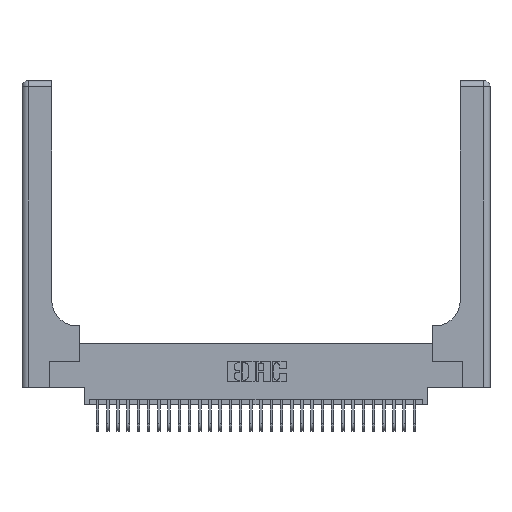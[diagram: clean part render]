
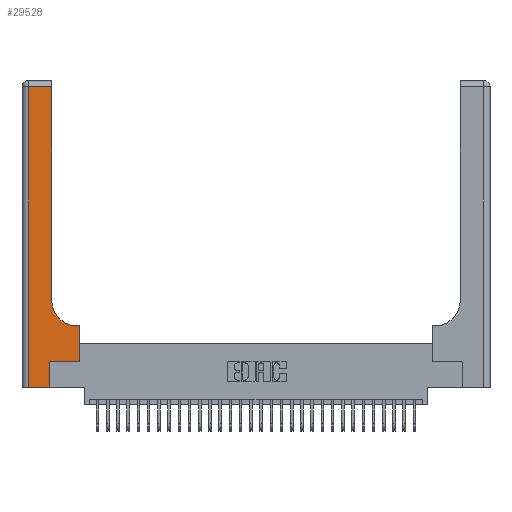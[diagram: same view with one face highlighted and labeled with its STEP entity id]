
A CAD part, top view. The second image highlights one B-rep face of the part: STEP entity #29528.
In plain terms, the highlighted planar face has unit normal (0, 0, 1).
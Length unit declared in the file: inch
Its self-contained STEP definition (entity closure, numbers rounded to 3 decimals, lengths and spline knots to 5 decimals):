
#1169 = EDGE_CURVE ( 'NONE', #22547, #18113, #15839, .T. ) ;
#2426 = ORIENTED_EDGE ( 'NONE', *, *, #29411, .T. ) ;
#2534 = DIRECTION ( 'NONE',  ( -1., 0., 0. ) ) ;
#2734 = CARTESIAN_POINT ( 'NONE',  ( 0.5585, 0.25, 0.37 ) ) ;
#3318 = DIRECTION ( 'NONE',  ( 0., 0., -1. ) ) ;
#3718 = EDGE_CURVE ( 'NONE', #21968, #28607, #12737, .T. ) ;
#3910 = CARTESIAN_POINT ( 'NONE',  ( 0.5585, 0.6, 0.37 ) ) ;
#4082 = DIRECTION ( 'NONE',  ( 0., -1., 0. ) ) ;
#4180 = CARTESIAN_POINT ( 'NONE',  ( 0.269, 0.25, 0.37 ) ) ;
#4513 = CARTESIAN_POINT ( 'NONE',  ( 0.5415, 0.6, 0.37 ) ) ;
#5563 = ORIENTED_EDGE ( 'NONE', *, *, #11944, .T. ) ;
#6490 = VERTEX_POINT ( 'NONE', #29024 ) ;
#6866 = CARTESIAN_POINT ( 'NONE',  ( 0.269, 0.25, 0.37 ) ) ;
#7871 = DIRECTION ( 'NONE',  ( 0., 1., 0. ) ) ;
#8371 = EDGE_CURVE ( 'NONE', #10913, #23351, #15461, .T. ) ;
#8402 = VECTOR ( 'NONE', #7871, 39.37008 ) ;
#8705 = VERTEX_POINT ( 'NONE', #4513 ) ;
#9524 = VECTOR ( 'NONE', #2534, 39.37008 ) ;
#9615 = ORIENTED_EDGE ( 'NONE', *, *, #3718, .T. ) ;
#10083 = DIRECTION ( 'NONE',  ( 1., 0., 0. ) ) ;
#10913 = VERTEX_POINT ( 'NONE', #24583 ) ;
#11904 = EDGE_CURVE ( 'NONE', #23351, #21968, #23045, .T. ) ;
#11944 = EDGE_CURVE ( 'NONE', #14279, #22547, #22304, .T. ) ;
#12095 = CARTESIAN_POINT ( 'NONE',  ( 0., 2.94, 0.37 ) ) ;
#12442 = CARTESIAN_POINT ( 'NONE',  ( 0.2915, 0.85, 0.37 ) ) ;
#12639 = ORIENTED_EDGE ( 'NONE', *, *, #1169, .T. ) ;
#12737 = LINE ( 'NONE', #2734, #23116 ) ;
#13273 = CARTESIAN_POINT ( 'NONE',  ( 0.2915, 2.94, 0.37 ) ) ;
#13569 = EDGE_CURVE ( 'NONE', #6490, #10913, #19929, .T. ) ;
#13785 = VECTOR ( 'NONE', #4082, 39.37008 ) ;
#13970 = AXIS2_PLACEMENT_3D ( 'NONE', #15232, #3318, #20032 ) ;
#14279 = VERTEX_POINT ( 'NONE', #12442 ) ;
#14315 = DIRECTION ( 'NONE',  ( 0., 0., -1. ) ) ;
#15232 = CARTESIAN_POINT ( 'NONE',  ( 0., 3., 0.37 ) ) ;
#15461 = LINE ( 'NONE', #17445, #8402 ) ;
#15778 = CARTESIAN_POINT ( 'NONE',  ( 0.5585, 0.25, 0.37 ) ) ;
#15823 = AXIS2_PLACEMENT_3D ( 'NONE', #28462, #14315, #30799 ) ;
#15839 = LINE ( 'NONE', #12095, #9524 ) ;
#15962 = CARTESIAN_POINT ( 'NONE',  ( 0.06, 3., 0.37 ) ) ;
#16063 = DIRECTION ( 'NONE',  ( 1., 0., 0. ) ) ;
#16919 = ORIENTED_EDGE ( 'NONE', *, *, #11904, .T. ) ;
#17445 = CARTESIAN_POINT ( 'NONE',  ( 0.269, 0., 0.37 ) ) ;
#18113 = VERTEX_POINT ( 'NONE', #23850 ) ;
#18778 = CARTESIAN_POINT ( 'NONE',  ( 0.2915, 0.6, 0.37 ) ) ;
#19929 = LINE ( 'NONE', #21926, #24679 ) ;
#20032 = DIRECTION ( 'NONE',  ( -1., 0., 0. ) ) ;
#20885 = CIRCLE ( 'NONE', #15823, 0.25 ) ;
#21926 = CARTESIAN_POINT ( 'NONE',  ( 0., 0., 0.37 ) ) ;
#21968 = VERTEX_POINT ( 'NONE', #15778 ) ;
#22203 = EDGE_CURVE ( 'NONE', #8705, #14279, #20885, .T. ) ;
#22304 = LINE ( 'NONE', #28020, #27074 ) ;
#22547 = VERTEX_POINT ( 'NONE', #13273 ) ;
#22613 = EDGE_CURVE ( 'NONE', #18113, #6490, #27088, .T. ) ;
#23045 = LINE ( 'NONE', #4180, #28534 ) ;
#23116 = VECTOR ( 'NONE', #26544, 39.37008 ) ;
#23351 = VERTEX_POINT ( 'NONE', #6866 ) ;
#23457 = LINE ( 'NONE', #18778, #28939 ) ;
#23850 = CARTESIAN_POINT ( 'NONE',  ( 0.06, 2.94, 0.37 ) ) ;
#24313 = EDGE_LOOP ( 'NONE', ( #5563, #12639, #30479, #29772, #30158, #16919, #9615, #2426, #25909 ) ) ;
#24583 = CARTESIAN_POINT ( 'NONE',  ( 0.269, 0., 0.37 ) ) ;
#24679 = VECTOR ( 'NONE', #10083, 39.37008 ) ;
#25909 = ORIENTED_EDGE ( 'NONE', *, *, #22203, .T. ) ;
#26026 = FACE_OUTER_BOUND ( 'NONE', #24313, .T. ) ;
#26544 = DIRECTION ( 'NONE',  ( 0., 1., 0. ) ) ;
#27074 = VECTOR ( 'NONE', #30371, 39.37008 ) ;
#27088 = LINE ( 'NONE', #15962, #13785 ) ;
#28020 = CARTESIAN_POINT ( 'NONE',  ( 0.2915, 3., 0.37 ) ) ;
#28462 = CARTESIAN_POINT ( 'NONE',  ( 0.5415, 0.85, 0.37 ) ) ;
#28534 = VECTOR ( 'NONE', #16063, 39.37008 ) ;
#28539 = DIRECTION ( 'NONE',  ( -1., 0., 0. ) ) ;
#28607 = VERTEX_POINT ( 'NONE', #3910 ) ;
#28939 = VECTOR ( 'NONE', #28539, 39.37008 ) ;
#29024 = CARTESIAN_POINT ( 'NONE',  ( 0.06, 0., 0.37 ) ) ;
#29360 = PLANE ( 'NONE',  #13970 ) ;
#29411 = EDGE_CURVE ( 'NONE', #28607, #8705, #23457, .T. ) ;
#29528 = ADVANCED_FACE ( 'NONE', ( #26026 ), #29360, .F. ) ;
#29772 = ORIENTED_EDGE ( 'NONE', *, *, #13569, .T. ) ;
#30158 = ORIENTED_EDGE ( 'NONE', *, *, #8371, .T. ) ;
#30371 = DIRECTION ( 'NONE',  ( 0., 1., 0. ) ) ;
#30479 = ORIENTED_EDGE ( 'NONE', *, *, #22613, .T. ) ;
#30799 = DIRECTION ( 'NONE',  ( 1., 0., 0. ) ) ;
